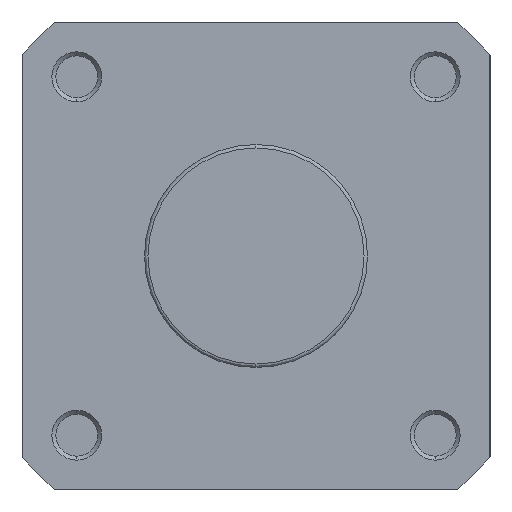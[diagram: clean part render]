
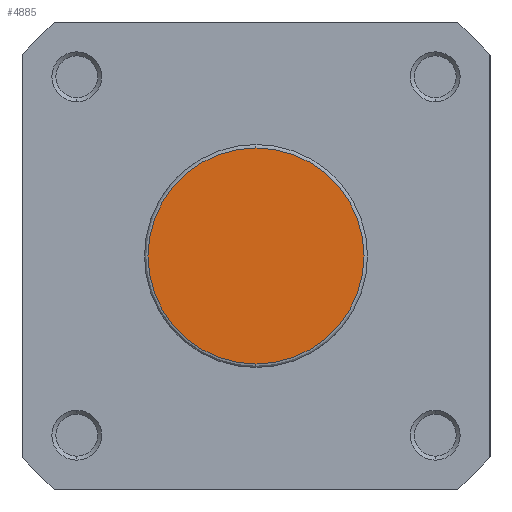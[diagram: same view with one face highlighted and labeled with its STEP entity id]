
A CAD part, left-side view. The second image highlights one B-rep face of the part: STEP entity #4885.
In plain terms, the highlighted planar face has unit normal (-1, 0, 0).
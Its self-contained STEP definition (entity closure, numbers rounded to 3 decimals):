
#142 = EDGE_CURVE ( 'NONE', #1845, #1562, #1129, .T. ) ;
#201 = EDGE_CURVE ( 'NONE', #1562, #1845, #1230, .T. ) ;
#531 = AXIS2_PLACEMENT_3D ( 'NONE', #1571, #2203, #2204 ) ;
#562 = AXIS2_PLACEMENT_3D ( 'NONE', #2368, #2375, #2376 ) ;
#792 = AXIS2_PLACEMENT_3D ( 'NONE', #3765, #3768, #3769 ) ;
#1129 = CIRCLE ( 'NONE', #531, 21.7 ) ;
#1230 = CIRCLE ( 'NONE', #562, 21.7 ) ;
#1562 = VERTEX_POINT ( 'NONE', #3323 ) ;
#1571 = CARTESIAN_POINT ( 'NONE',  ( 0., 0., 0. ) ) ;
#1845 = VERTEX_POINT ( 'NONE', #3398 ) ;
#2029 = FACE_OUTER_BOUND ( 'NONE', #5250, .T. ) ;
#2203 = DIRECTION ( 'NONE',  ( -1., 0., 0. ) ) ;
#2204 = DIRECTION ( 'NONE',  ( 0., 0., -1. ) ) ;
#2368 = CARTESIAN_POINT ( 'NONE',  ( 0., 0., 0. ) ) ;
#2375 = DIRECTION ( 'NONE',  ( -1., 0., 0. ) ) ;
#2376 = DIRECTION ( 'NONE',  ( 0., 0., -1. ) ) ;
#3323 = CARTESIAN_POINT ( 'NONE',  ( 0., 0., -21.7 ) ) ;
#3398 = CARTESIAN_POINT ( 'NONE',  ( 0., 0., 21.7 ) ) ;
#3765 = CARTESIAN_POINT ( 'NONE',  ( 0., 22.4, 0. ) ) ;
#3766 = PLANE ( 'NONE',  #792 ) ;
#3768 = DIRECTION ( 'NONE',  ( 1., 0., 0. ) ) ;
#3769 = DIRECTION ( 'NONE',  ( 0., 0., -1. ) ) ;
#4355 = ORIENTED_EDGE ( 'NONE', *, *, #142, .T. ) ;
#4357 = ORIENTED_EDGE ( 'NONE', *, *, #201, .T. ) ;
#4885 = ADVANCED_FACE ( 'NONE', ( #2029 ), #3766, .F. ) ;
#5250 = EDGE_LOOP ( 'NONE', ( #4357, #4355 ) ) ;
